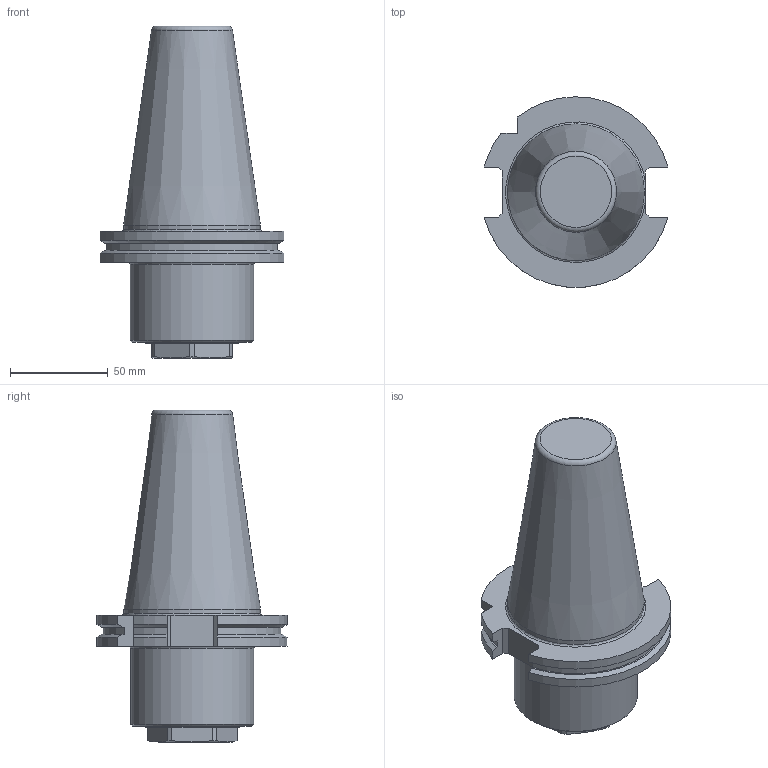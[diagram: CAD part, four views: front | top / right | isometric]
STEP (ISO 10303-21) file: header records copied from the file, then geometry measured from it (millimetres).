
FILE_DESCRIPTION(/* description */ ('Unknown'),/* implementation_level */ '2;1');
FILE_NAME(/* name */ '338132050',/* time_stamp */ '2020-08-14T13:55:25+02:00',/* author */ ('WTO KS'),/* organization */ ('WTO'),/* preprocessor_version */ 'ST-DEVELOPER v16.7',/* originating_system */ 'DEX',/* authorisation */ $);
FILE_SCHEMA (('AUTOMOTIVE_DESIGN {1 0 10303 214 3 1 1}'));
Length unit declared in the file: millimetre
Products named in the file (1): 089290_338132050_vereinfacht_STP_00416642
Bounding box: 94.05 x 97.31 x 169.75 mm (x, y, z)
Volume: 471127.2 mm3; surface area: 50101.3 mm2
Topology: 1 solids, 1 shells, 70 faces, 184 edges, 121 vertices
Faces by surface type: plane 33, cylinder 20, cone 12, torus 3, bspline 2
Full cylindrical faces by diameter (mm): 23.5 x1, 24.2 x1, 27.2 x1, 63 x1, 69.85 x1
Entity records: 2176 total; most frequent: CARTESIAN_POINT 511, DIRECTION 335, ORIENTED_EDGE 328, EDGE_CURVE 164, AXIS2_PLACEMENT_3D 125, VERTEX_POINT 115, EDGE_LOOP 89, FACE_BOUND 89
